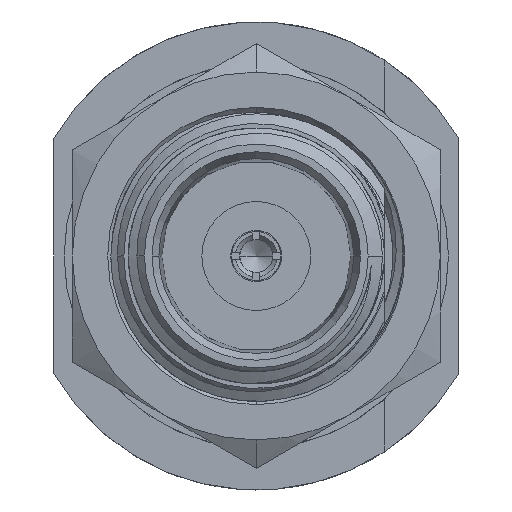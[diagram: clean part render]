
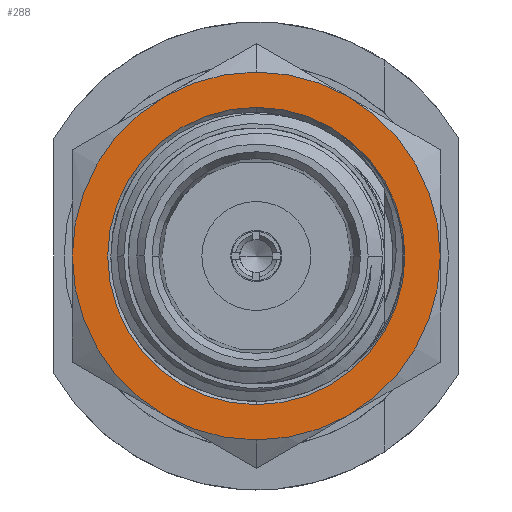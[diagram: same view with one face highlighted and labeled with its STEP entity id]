
A CAD part, left-side view. The second image highlights one B-rep face of the part: STEP entity #288.
In plain terms, the highlighted planar face has unit normal (-1, 0, 0).
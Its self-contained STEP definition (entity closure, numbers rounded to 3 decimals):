
#288=ADVANCED_FACE('',(#846,#847),#848,.F.);
#846=FACE_OUTER_BOUND('',#5642,.T.);
#847=FACE_BOUND('',#5643,.T.);
#848=PLANE('',#5644);
#5642=EDGE_LOOP('',(#13242,#13243,#13244,#13245,#13246,#13247,#13248,#13249));
#5643=EDGE_LOOP('',(#13250,#13251));
#5644=AXIS2_PLACEMENT_3D('',#13252,#13253,#13254);
#13242=ORIENTED_EDGE('',*,*,#14352,.F.);
#13243=ORIENTED_EDGE('',*,*,#14351,.F.);
#13244=ORIENTED_EDGE('',*,*,#14350,.T.);
#13245=ORIENTED_EDGE('',*,*,#13755,.T.);
#13246=ORIENTED_EDGE('',*,*,#14349,.F.);
#13247=ORIENTED_EDGE('',*,*,#14348,.F.);
#13248=ORIENTED_EDGE('',*,*,#13757,.T.);
#13249=ORIENTED_EDGE('',*,*,#14347,.T.);
#13250=ORIENTED_EDGE('',*,*,#14374,.F.);
#13251=ORIENTED_EDGE('',*,*,#13752,.F.);
#13252=CARTESIAN_POINT('',(11.692,0.,0.0));
#13253=DIRECTION('',(1.0,0.0,0.0));
#13254=DIRECTION('',(0.0,0.0,-1.0));
#13752=EDGE_CURVE('',#14619,#14609,#14621,.T.);
#13755=EDGE_CURVE('',#14623,#14625,#14627,.T.);
#13757=EDGE_CURVE('',#14631,#14628,#14632,.T.);
#14347=EDGE_CURVE('',#14628,#15329,#15592,.T.);
#14348=EDGE_CURVE('',#14631,#15312,#15593,.F.);
#14349=EDGE_CURVE('',#15312,#14625,#15594,.F.);
#14350=EDGE_CURVE('',#15319,#14623,#15595,.T.);
#14351=EDGE_CURVE('',#15319,#15324,#15596,.F.);
#14352=EDGE_CURVE('',#15324,#15329,#15597,.F.);
#14374=EDGE_CURVE('',#14609,#14619,#15632,.T.);
#14609=VERTEX_POINT('',#16439);
#14619=VERTEX_POINT('',#16547);
#14621=CIRCLE('',#16552,6.414);
#14623=VERTEX_POINT('',#16554);
#14625=VERTEX_POINT('',#16557);
#14627=CIRCLE('',#16568,7.938);
#14628=VERTEX_POINT('',#16569);
#14631=VERTEX_POINT('',#16573);
#14632=CIRCLE('',#16574,7.938);
#15312=VERTEX_POINT('',#20790);
#15319=VERTEX_POINT('',#20826);
#15324=VERTEX_POINT('',#20850);
#15329=VERTEX_POINT('',#20874);
#15592=CIRCLE('',#21509,7.938);
#15593=CIRCLE('',#21510,7.938);
#15594=CIRCLE('',#21511,7.938);
#15595=CIRCLE('',#21512,7.938);
#15596=CIRCLE('',#21513,7.938);
#15597=CIRCLE('',#21514,7.938);
#15632=CIRCLE('',#21612,6.414);
#16439=CARTESIAN_POINT('',(11.692,0.,-6.414));
#16547=CARTESIAN_POINT('',(11.692,0.,6.414));
#16552=AXIS2_PLACEMENT_3D('',#24984,#24985,#24986);
#16554=CARTESIAN_POINT('',(11.692,0.,-7.938));
#16557=CARTESIAN_POINT('',(11.692,-3.969,-6.874));
#16568=AXIS2_PLACEMENT_3D('',#24988,#24989,#24990);
#16569=CARTESIAN_POINT('',(11.692,0.,7.938));
#16573=CARTESIAN_POINT('',(11.692,-3.969,6.874));
#16574=AXIS2_PLACEMENT_3D('',#24992,#24993,#24994);
#20790=CARTESIAN_POINT('',(11.692,-7.938,0.0));
#20826=CARTESIAN_POINT('',(11.692,3.969,-6.874));
#20850=CARTESIAN_POINT('',(11.692,7.938,0.));
#20874=CARTESIAN_POINT('',(11.692,3.969,6.874));
#21509=AXIS2_PLACEMENT_3D('',#25669,#25670,#25671);
#21510=AXIS2_PLACEMENT_3D('',#25672,#25673,#25674);
#21511=AXIS2_PLACEMENT_3D('',#25675,#25676,#25677);
#21512=AXIS2_PLACEMENT_3D('',#25678,#25679,#25680);
#21513=AXIS2_PLACEMENT_3D('',#25681,#25682,#25683);
#21514=AXIS2_PLACEMENT_3D('',#25684,#25685,#25686);
#21612=AXIS2_PLACEMENT_3D('',#25719,#25720,#25721);
#24984=CARTESIAN_POINT('',(11.692,0.,0.0));
#24985=DIRECTION('',(-1.0,0.0,0.0));
#24986=DIRECTION('',(0.0,0.0,1.0));
#24988=CARTESIAN_POINT('',(11.692,0.,0.0));
#24989=DIRECTION('',(-1.0,0.0,0.0));
#24990=DIRECTION('',(0.0,0.0,1.0));
#24992=CARTESIAN_POINT('',(11.692,0.,0.0));
#24993=DIRECTION('',(-1.0,0.0,0.0));
#24994=DIRECTION('',(0.0,0.0,1.0));
#25669=CARTESIAN_POINT('',(11.692,0.,0.0));
#25670=DIRECTION('',(-1.0,0.0,0.0));
#25671=DIRECTION('',(0.0,0.0,1.0));
#25672=CARTESIAN_POINT('',(11.692,0.,0.0));
#25673=DIRECTION('',(-1.0,0.0,0.0));
#25674=DIRECTION('',(0.0,0.0,1.0));
#25675=CARTESIAN_POINT('',(11.692,0.,0.0));
#25676=DIRECTION('',(-1.0,0.0,0.0));
#25677=DIRECTION('',(0.0,0.0,1.0));
#25678=CARTESIAN_POINT('',(11.692,0.,0.0));
#25679=DIRECTION('',(-1.0,0.0,0.0));
#25680=DIRECTION('',(0.0,0.0,1.0));
#25681=CARTESIAN_POINT('',(11.692,0.,0.0));
#25682=DIRECTION('',(-1.0,0.0,0.0));
#25683=DIRECTION('',(0.0,0.0,1.0));
#25684=CARTESIAN_POINT('',(11.692,0.,0.0));
#25685=DIRECTION('',(-1.0,0.0,0.0));
#25686=DIRECTION('',(0.0,0.0,1.0));
#25719=CARTESIAN_POINT('',(11.692,0.,0.0));
#25720=DIRECTION('',(-1.0,0.0,0.0));
#25721=DIRECTION('',(0.0,0.0,1.0));
